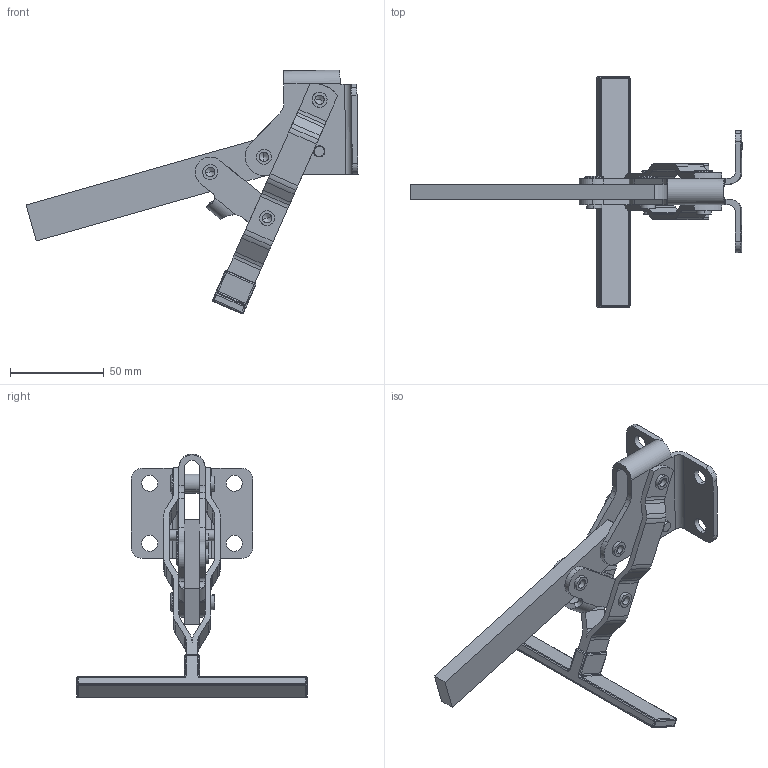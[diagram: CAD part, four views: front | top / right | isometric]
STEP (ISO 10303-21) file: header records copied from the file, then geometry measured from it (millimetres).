
FILE_DESCRIPTION((''),'2;1');
FILE_NAME('214TF.0-opened.stp','2005-09-27T20:40:57',('Kysilko'),(''),'Autodesk Inventor 8','Autodesk Inventor 8','');
FILE_SCHEMA(('AUTOMOTIVE_DESIGN { 1 0 10303 214 1 1 1 1 }'));
Length unit declared in the file: millimetre
Products named in the file (1): Part10
Bounding box: 176.94 x 123 x 129.91 mm (x, y, z)
Volume: 75466.5 mm3; surface area: 44290.3 mm2
Topology: 1 solids, 9 shells, 1228 faces, 3839 edges, 2341 vertices
Faces by surface type: plane 678, cone 300, cylinder 185, bspline 41, torus 12, sphere 12
Entity records: 43845 total; most frequent: CARTESIAN_POINT 10134, ORIENTED_EDGE 7646, DIRECTION 7056, EDGE_CURVE 3823, AXIS2_PLACEMENT_3D 2617, VERTEX_POINT 2341, VECTOR 1822, LINE 1822
